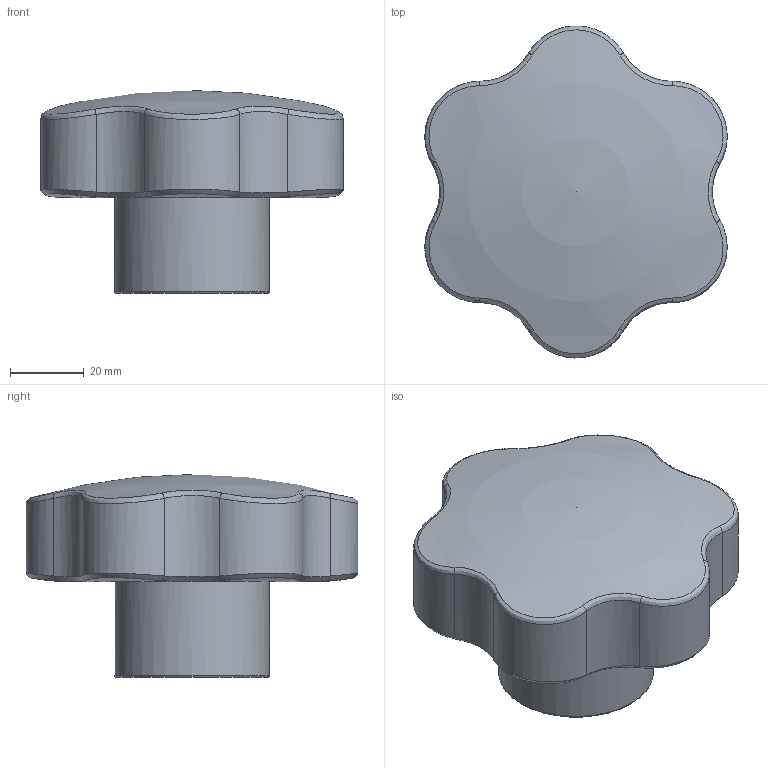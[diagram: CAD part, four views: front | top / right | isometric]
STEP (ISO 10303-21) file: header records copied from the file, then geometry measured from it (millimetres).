
FILE_DESCRIPTION( ( 'Unknown' ), '1' );
FILE_NAME( '6113130_VB90_M16.stp', 'Unknown', ( 'Unknown' ), ( 'Unknown' ), 'PSStep 11.0', 'Unknown', ' ' );
FILE_SCHEMA( ( 'AUTOMOTIVE_DESIGN { 1 0 10303 214 1 1 1 1 }' ) );
Length unit declared in the file: millimetre
Products named in the file (1): 6113130
Bounding box: 81.96 x 89.99 x 55 mm (x, y, z)
Volume: 135464.7 mm3; surface area: 28936.2 mm2
Topology: 1 solids, 1 shells, 69 faces, 177 edges, 109 vertices
Faces by surface type: bspline 25, plane 19, cylinder 14, torus 7, cone 3, sphere 1
Full cylindrical faces by diameter (mm): 13.835 x1, 42 x1
Entity records: 7764 total; most frequent: CARTESIAN_POINT 5829, ORIENTED_EDGE 324, DIRECTION 210, EDGE_CURVE 162, VERTEX_POINT 103, AXIS2_PLACEMENT_3D 87, B_SPLINE_CURVE_WITH_KNOTS 84, EDGE_LOOP 76
